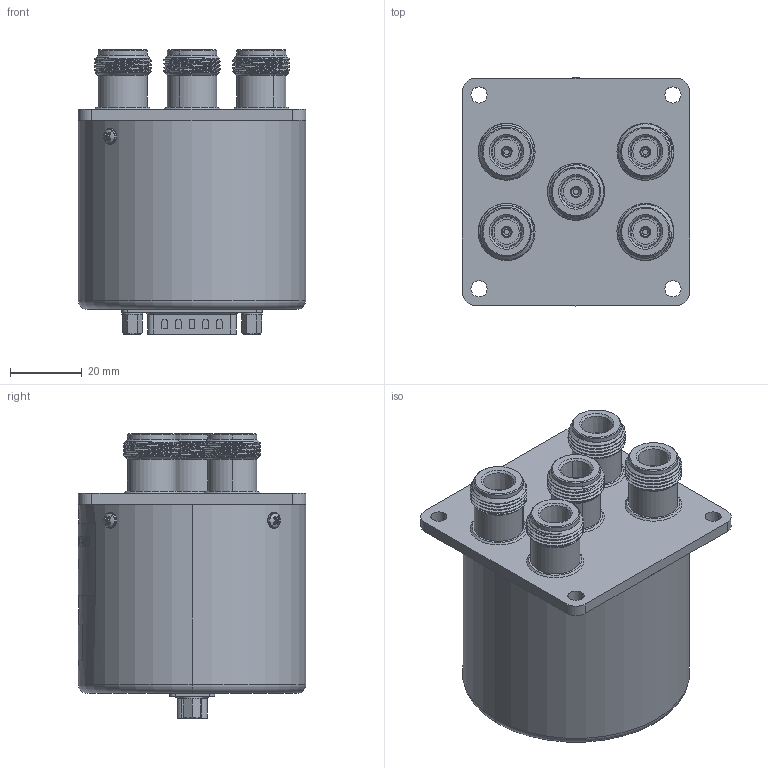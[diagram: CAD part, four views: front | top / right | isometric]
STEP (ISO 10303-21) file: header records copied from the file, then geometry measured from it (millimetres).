
FILE_DESCRIPTION (( 'STEP AP203' ), '1' );
FILE_NAME ('PE71S6434.step', '2020-10-16T22:31:20', ( '' ), ( '' ), 'SwSTEP 2.0', 'SolidWorks 2018', '' );
FILE_SCHEMA (( 'CONFIG_CONTROL_DESIGN' ));
Length unit declared in the file: inch
Products named in the file (1): PE71S6434
Bounding box: 63.5 x 63.58 x 79.27 mm (x, y, z)
Volume: 190764.3 mm3; surface area: 27021.8 mm2
Topology: 3 solids, 3 shells, 1135 faces, 2987 edges, 1935 vertices
Faces by surface type: plane 464, cylinder 389, cone 131, bspline 102, sphere 34, torus 15
Entity records: 46403 total; most frequent: CARTESIAN_POINT 20710, ORIENTED_EDGE 5884, DIRECTION 4756, EDGE_CURVE 2942, VERTEX_POINT 1920, AXIS2_PLACEMENT_3D 1780, EDGE_LOOP 1250, VECTOR 1196
